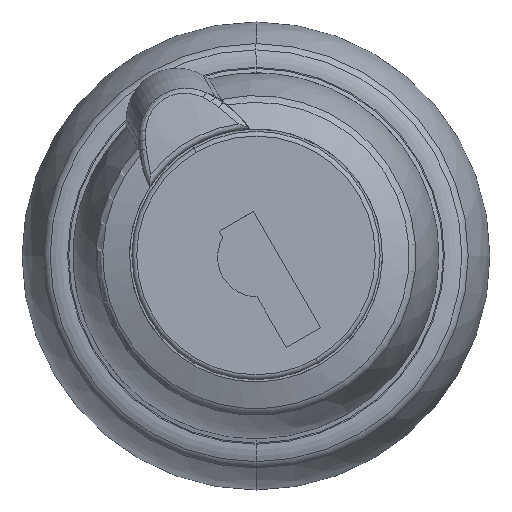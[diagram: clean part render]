
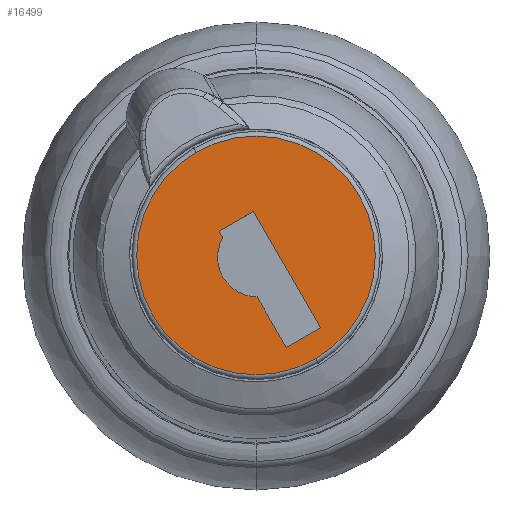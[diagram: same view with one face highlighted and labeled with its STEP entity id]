
A CAD part, top view. The second image highlights one B-rep face of the part: STEP entity #16499.
In plain terms, the highlighted planar face has unit normal (0, 0, 1).
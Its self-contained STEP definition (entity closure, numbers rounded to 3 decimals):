
#4223=CARTESIAN_POINT('',(0.,0.,21.701));
#4224=DIRECTION('',(0.,0.,1.));
#4225=DIRECTION('',(-0.5,0.866,0.));
#4226=AXIS2_PLACEMENT_3D('',#4223,#4224,#4225);
#4228=CARTESIAN_POINT('',(0.,0.,21.701));
#4229=DIRECTION('',(0.,0.,-1.));
#4230=DIRECTION('',(-0.5,0.866,0.));
#4231=AXIS2_PLACEMENT_3D('',#4228,#4229,#4230);
#4233=DIRECTION('',(0.5,-0.866,0.));
#4234=VECTOR('',#4233,3.7);
#4235=CARTESIAN_POINT('',(0.067,-2.617,
21.701));
#4236=LINE('',#4235,#4234);
#4237=DIRECTION('',(0.866,0.5,0.));
#4238=VECTOR('',#4237,2.5);
#4239=CARTESIAN_POINT('',(1.917,-5.821,21.701));
#4240=LINE('',#4239,#4238);
#4241=DIRECTION('',(-0.5,0.866,0.));
#4242=VECTOR('',#4241,8.5);
#4243=CARTESIAN_POINT('',(4.083,-4.571,21.701));
#4244=LINE('',#4243,#4242);
#4245=DIRECTION('',(-0.866,-0.5,0.));
#4246=VECTOR('',#4245,2.5);
#4247=CARTESIAN_POINT('',(-0.167,2.79,
21.701));
#4248=LINE('',#4247,#4246);
#4249=DIRECTION('',(0.5,-0.866,0.));
#4250=VECTOR('',#4249,0.47);
#4251=CARTESIAN_POINT('',(-2.333,1.54,21.701));
#4252=LINE('',#4251,#4250);
#4253=CARTESIAN_POINT('',(0.067,-0.117,
21.701));
#4254=DIRECTION('',(0.,0.,1.));
#4255=DIRECTION('',(-0.866,0.5,0.));
#4256=AXIS2_PLACEMENT_3D('',#4253,#4254,#4255);
#4738=CARTESIAN_POINT('',(-3.775,6.538,21.701));
#4739=VERTEX_POINT('',#4738);
#4744=CARTESIAN_POINT('',(3.775,-6.538,21.701));
#4745=VERTEX_POINT('',#4744);
#4822=CARTESIAN_POINT('',(0.067,-2.617,
21.701));
#4823=CARTESIAN_POINT('',(1.917,-5.821,21.701));
#4824=VERTEX_POINT('',#4822);
#4825=VERTEX_POINT('',#4823);
#4826=CARTESIAN_POINT('',(4.083,-4.571,21.701));
#4827=VERTEX_POINT('',#4826);
#4828=CARTESIAN_POINT('',(-0.167,2.79,
21.701));
#4829=VERTEX_POINT('',#4828);
#4830=CARTESIAN_POINT('',(-2.333,1.54,21.701));
#4831=VERTEX_POINT('',#4830);
#4834=CARTESIAN_POINT('',(-2.098,1.133,21.701));
#4835=VERTEX_POINT('',#4834);
#16476=CARTESIAN_POINT('',(0.,0.,21.701));
#16477=DIRECTION('',(0.,0.,-1.));
#16478=DIRECTION('',(0.5,-0.866,0.));
#16479=AXIS2_PLACEMENT_3D('',#16476,#16477,#16478);
#16480=PLANE('',#16479);
#16481=ORIENTED_EDGE('',*,*,#16455,.F.);
#16482=ORIENTED_EDGE('',*,*,#16471,.T.);
#16483=EDGE_LOOP('',(#16481,#16482));
#16484=FACE_OUTER_BOUND('',#16483,.F.);
#16486=ORIENTED_EDGE('',*,*,#16485,.T.);
#16488=ORIENTED_EDGE('',*,*,#16487,.T.);
#16490=ORIENTED_EDGE('',*,*,#16489,.T.);
#16492=ORIENTED_EDGE('',*,*,#16491,.T.);
#16494=ORIENTED_EDGE('',*,*,#16493,.T.);
#16496=ORIENTED_EDGE('',*,*,#16495,.T.);
#16497=EDGE_LOOP('',(#16486,#16488,#16490,#16492,#16494,#16496));
#16498=FACE_BOUND('',#16497,.F.);
#16499=ADVANCED_FACE('',(#16484,#16498),#16480,.F.);
#4227=CIRCLE('',#4226,7.55);
#4232=CIRCLE('',#4231,7.55);
#4257=CIRCLE('',#4256,2.5);
#16455=EDGE_CURVE('',#4739,#4745,#4227,.T.);
#16471=EDGE_CURVE('',#4739,#4745,#4232,.T.);
#16485=EDGE_CURVE('',#4824,#4825,#4236,.T.);
#16487=EDGE_CURVE('',#4825,#4827,#4240,.T.);
#16489=EDGE_CURVE('',#4827,#4829,#4244,.T.);
#16491=EDGE_CURVE('',#4829,#4831,#4248,.T.);
#16493=EDGE_CURVE('',#4831,#4835,#4252,.T.);
#16495=EDGE_CURVE('',#4835,#4824,#4257,.T.);
